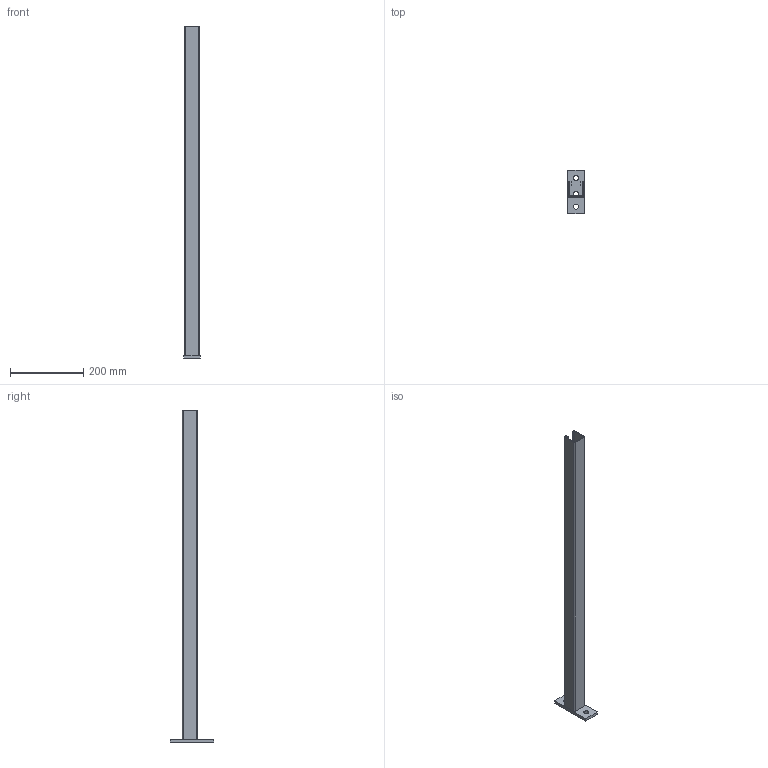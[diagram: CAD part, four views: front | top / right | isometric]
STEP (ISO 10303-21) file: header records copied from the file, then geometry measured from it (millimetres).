
FILE_DESCRIPTION (( 'STEP AP214' ), '1' );
FILE_NAME ('T411-900.STEP', '2024-08-07T12:43:01', ( '' ), ( '' ), 'SwSTEP 2.0', 'SolidWorks 2024', '' );
FILE_SCHEMA (( 'AUTOMOTIVE_DESIGN' ));
Length unit declared in the file: millimetre
Products named in the file (3): Wall Plate; Arm_41x41_0.9M; T411-900
Assembly tree (2 placements, depth 2):
  T411-900
    Wall Plate
    Arm_41x41_0.9M
Bounding box: 45 x 120 x 908 mm (x, y, z)
Volume: 351762.7 mm3; surface area: 268571.6 mm2
Topology: 2 solids, 2 shells, 36 faces, 96 edges, 64 vertices
Faces by surface type: plane 24, cylinder 12
Entity records: 1224 total; most frequent: DIRECTION 202, CARTESIAN_POINT 201, ORIENTED_EDGE 192, EDGE_CURVE 96, LINE 72, VECTOR 72, AXIS2_PLACEMENT_3D 65, VERTEX_POINT 64
